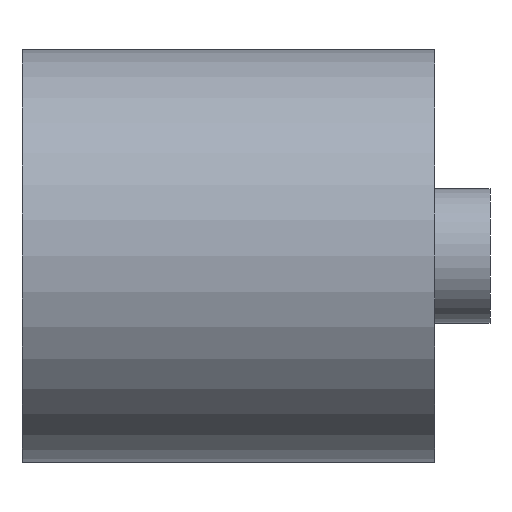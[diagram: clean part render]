
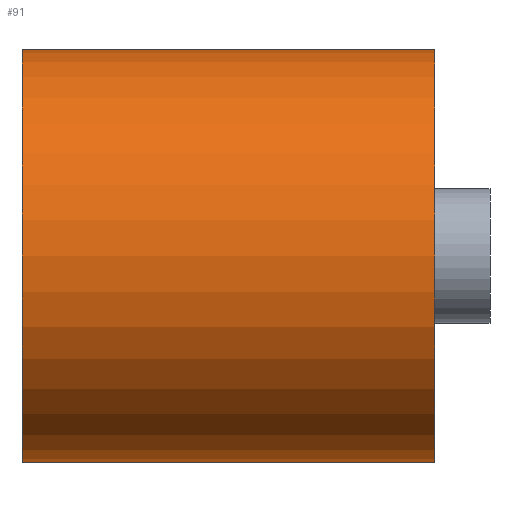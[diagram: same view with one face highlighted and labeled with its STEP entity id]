
A CAD part, left-side view. The second image highlights one B-rep face of the part: STEP entity #91.
In plain terms, the highlighted cylindrical face has radius 7.5 mm (diameter 15 mm), a partial arc.
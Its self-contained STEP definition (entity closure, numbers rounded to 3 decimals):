
#6 = CARTESIAN_POINT ( 'NONE',  ( 0., 0., -7.5 ) ) ;
#12 = LINE ( 'NONE', #131, #13 ) ;
#13 = VECTOR ( 'NONE', #237, 1000. ) ;
#15 = DIRECTION ( 'NONE',  ( 0., 1., 0. ) ) ;
#16 = EDGE_CURVE ( 'NONE', #293, #50, #326, .T. ) ;
#35 = CARTESIAN_POINT ( 'NONE',  ( 0., 0., 7.5 ) ) ;
#50 = VERTEX_POINT ( 'NONE', #214 ) ;
#53 = EDGE_CURVE ( 'NONE', #50, #241, #12, .T. ) ;
#55 = AXIS2_PLACEMENT_3D ( 'NONE', #167, #304, #116 ) ;
#60 = CARTESIAN_POINT ( 'NONE',  ( 0., 4.253, -7.5 ) ) ;
#85 = CARTESIAN_POINT ( 'NONE',  ( 0., -15., 0. ) ) ;
#91 = ADVANCED_FACE ( 'NONE', ( #99 ), #274, .T. ) ;
#99 = FACE_OUTER_BOUND ( 'NONE', #314, .T. ) ;
#101 = AXIS2_PLACEMENT_3D ( 'NONE', #248, #15, #220 ) ;
#104 = ORIENTED_EDGE ( 'NONE', *, *, #118, .F. ) ;
#111 = ORIENTED_EDGE ( 'NONE', *, *, #53, .T. ) ;
#116 = DIRECTION ( 'NONE',  ( 0., 0., 1. ) ) ;
#118 = EDGE_CURVE ( 'NONE', #215, #241, #246, .T. ) ;
#120 = CARTESIAN_POINT ( 'NONE',  ( 0., -15., -7.5 ) ) ;
#121 = AXIS2_PLACEMENT_3D ( 'NONE', #85, #242, #288 ) ;
#131 = CARTESIAN_POINT ( 'NONE',  ( 0., 4.253, 7.5 ) ) ;
#158 = LINE ( 'NONE', #60, #251 ) ;
#167 = CARTESIAN_POINT ( 'NONE',  ( 0., 4.253, 0. ) ) ;
#214 = CARTESIAN_POINT ( 'NONE',  ( 0., -15., 7.5 ) ) ;
#215 = VERTEX_POINT ( 'NONE', #6 ) ;
#219 = ORIENTED_EDGE ( 'NONE', *, *, #16, .T. ) ;
#220 = DIRECTION ( 'NONE',  ( 0., 0., 1. ) ) ;
#237 = DIRECTION ( 'NONE',  ( 0., 1., 0. ) ) ;
#240 = EDGE_CURVE ( 'NONE', #293, #215, #158, .T. ) ;
#241 = VERTEX_POINT ( 'NONE', #35 ) ;
#242 = DIRECTION ( 'NONE',  ( 0., 1., 0. ) ) ;
#246 = CIRCLE ( 'NONE', #101, 7.5 ) ;
#248 = CARTESIAN_POINT ( 'NONE',  ( 0., 0., 0. ) ) ;
#251 = VECTOR ( 'NONE', #266, 1000. ) ;
#266 = DIRECTION ( 'NONE',  ( 0., 1., 0. ) ) ;
#268 = ORIENTED_EDGE ( 'NONE', *, *, #240, .F. ) ;
#274 = CYLINDRICAL_SURFACE ( 'NONE', #55, 7.5 ) ;
#288 = DIRECTION ( 'NONE',  ( 0., 0., 1. ) ) ;
#293 = VERTEX_POINT ( 'NONE', #120 ) ;
#304 = DIRECTION ( 'NONE',  ( 0., 1., 0. ) ) ;
#314 = EDGE_LOOP ( 'NONE', ( #268, #219, #111, #104 ) ) ;
#326 = CIRCLE ( 'NONE', #121, 7.5 ) ;
